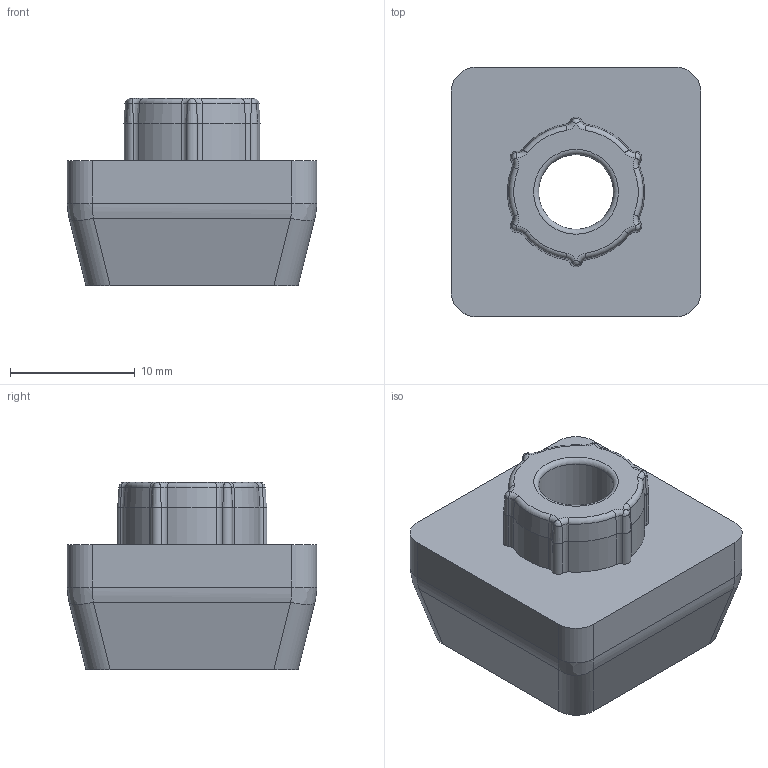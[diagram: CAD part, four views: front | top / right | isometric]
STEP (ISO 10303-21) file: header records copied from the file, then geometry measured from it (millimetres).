
FILE_DESCRIPTION(/* description */ (''),/* implementation_level */ '2;1');
FILE_NAME(/* name */ '[tpu]_OB_Corner_Foot.step',/* time_stamp */ '2022-05-21T20:12:12-07:00',/* author */ (''),/* organization */ (''),/* preprocessor_version */ 'ST-DEVELOPER v18.1',/* originating_system */ 'Autodesk Translation Framework v10.14.0.1471',/* authorisation */ '');
FILE_SCHEMA (('AUTOMOTIVE_DESIGN { 1 0 10303 214 3 1 1 }'));
Length unit declared in the file: millimetre
Products named in the file (1): OB_Corner_Foot
Bounding box: 20 x 20 x 15 mm (x, y, z)
Volume: 3564.1 mm3; surface area: 1801.5 mm2
Topology: 1 solids, 1 shells, 103 faces, 234 edges, 128 vertices
Faces by surface type: cylinder 37, cone 25, torus 20, plane 11, bspline 10
Full cylindrical faces by diameter (mm): 6 x1
Entity records: 3389 total; most frequent: CARTESIAN_POINT 1064, DIRECTION 526, ORIENTED_EDGE 456, EDGE_CURVE 228, AXIS2_PLACEMENT_3D 222, VERTEX_POINT 128, CIRCLE 116, EDGE_LOOP 106
